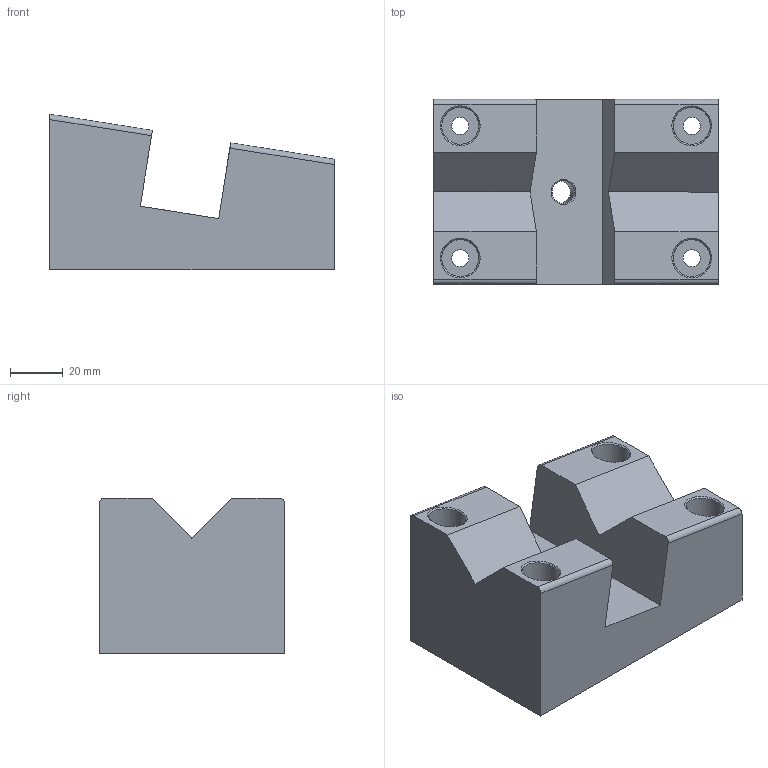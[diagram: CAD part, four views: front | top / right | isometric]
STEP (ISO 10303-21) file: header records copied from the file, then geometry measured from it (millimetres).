
FILE_DESCRIPTION(('FreeCAD Model'),'2;1');
FILE_NAME('Open CASCADE Shape Model','2025-08-21T12:28:13',('Author'),( ''),'Open CASCADE STEP processor 7.8','FreeCAD','Unknown');
FILE_SCHEMA(('AUTOMOTIVE_DESIGN { 1 0 10303 214 1 1 1 1 }'));
Length unit declared in the file: millimetre
Products named in the file (1): part_I
Bounding box: 107.5 x 70 x 58.81 mm (x, y, z)
Volume: 268412.3 mm3; surface area: 43758 mm2
Topology: 1 solids, 1 shells, 45 faces, 104 edges, 66 vertices
Faces by surface type: plane 21, cylinder 14, cone 5, bspline 5
Full cylindrical faces by diameter (mm): 6.5 x4, 8.5 x1, 14 x4, 22 x1
Entity records: 1653 total; most frequent: CARTESIAN_POINT 606, ORIENTED_EDGE 208, DIRECTION 199, EDGE_CURVE 104, AXIS2_PLACEMENT_3D 69, VERTEX_POINT 66, LINE 61, VECTOR 61
